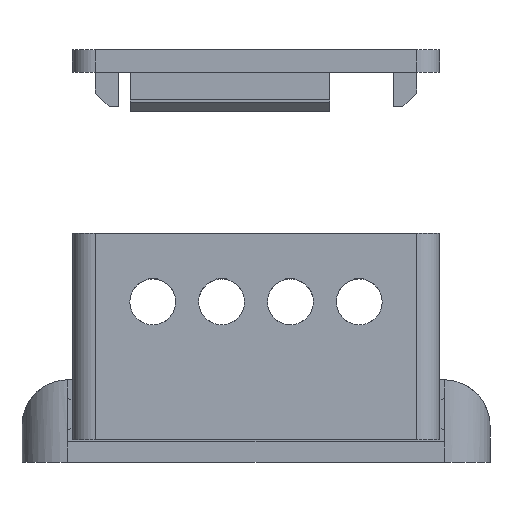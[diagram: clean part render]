
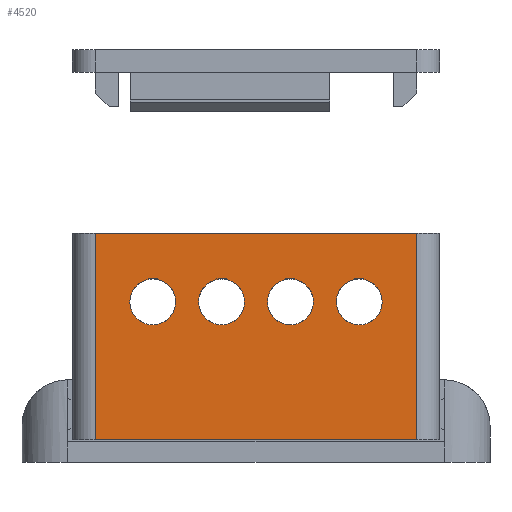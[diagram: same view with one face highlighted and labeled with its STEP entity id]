
A CAD part, left-side view. The second image highlights one B-rep face of the part: STEP entity #4520.
In plain terms, the highlighted planar face has unit normal (-1, 0, 0).
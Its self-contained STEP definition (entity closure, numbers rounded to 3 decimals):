
#4116=CARTESIAN_POINT('',(18.,11.3,7.));
#4117=VERTEX_POINT('',#4116);
#4124=CARTESIAN_POINT('',(18.,11.7,7.));
#4125=VERTEX_POINT('',#4124);
#4126=CARTESIAN_POINT('',(18.,11.7,7.));
#4127=DIRECTION('',(0.,-1.,0.));
#4128=VECTOR('',#4127,0.4);
#4129=LINE('',#4126,#4128);
#4130=EDGE_CURVE('',#4125,#4117,#4129,.T.);
#4146=CARTESIAN_POINT('',(18.,8.7,7.));
#4147=VERTEX_POINT('',#4146);
#4148=CARTESIAN_POINT('',(18.,8.3,7.));
#4149=VERTEX_POINT('',#4148);
#4150=CARTESIAN_POINT('',(18.,8.7,7.));
#4151=DIRECTION('',(0.,-1.,0.));
#4152=VECTOR('',#4151,0.4);
#4153=LINE('',#4150,#4152);
#4154=EDGE_CURVE('',#4147,#4149,#4153,.T.);
#4196=CARTESIAN_POINT('',(18.,5.3,7.));
#4197=VERTEX_POINT('',#4196);
#4204=CARTESIAN_POINT('',(18.,5.7,7.));
#4205=VERTEX_POINT('',#4204);
#4206=CARTESIAN_POINT('',(18.,5.7,7.));
#4207=DIRECTION('',(0.,-1.,0.));
#4208=VECTOR('',#4207,0.4);
#4209=LINE('',#4206,#4208);
#4210=EDGE_CURVE('',#4205,#4197,#4209,.T.);
#4226=CARTESIAN_POINT('',(18.,2.7,7.));
#4227=VERTEX_POINT('',#4226);
#4228=CARTESIAN_POINT('',(18.,2.3,7.));
#4229=VERTEX_POINT('',#4228);
#4230=CARTESIAN_POINT('',(18.,2.7,7.));
#4231=DIRECTION('',(0.,-1.,0.));
#4232=VECTOR('',#4231,0.4);
#4233=LINE('',#4230,#4232);
#4234=EDGE_CURVE('',#4227,#4229,#4233,.T.);
#4333=CARTESIAN_POINT('',(18.,7.,5.));
#4334=DIRECTION('',(1.,0.,0.));
#4335=DIRECTION('',(0.,0.,-1.));
#4336=AXIS2_PLACEMENT_3D('',#4333,#4334,#4335);
#4337=PLANE('',#4336);
#4338=CARTESIAN_POINT('',(18.,11.698,6.98));
#4339=VERTEX_POINT('',#4338);
#4340=CARTESIAN_POINT('',(18.,11.7,6.99));
#4341=DIRECTION('',(-1.,0.,0.));
#4342=DIRECTION('',(0.,0.,1.));
#4343=AXIS2_PLACEMENT_3D('',#4340,#4341,#4342);
#4344=CIRCLE('',#4343,0.01);
#4345=EDGE_CURVE('',#4339,#4125,#4344,.T.);
#4346=ORIENTED_EDGE('',*,*,#4345,.T.);
#4347=ORIENTED_EDGE('',*,*,#4130,.T.);
#4348=CARTESIAN_POINT('',(18.,11.302,6.98));
#4349=VERTEX_POINT('',#4348);
#4350=CARTESIAN_POINT('',(18.,11.3,6.99));
#4351=DIRECTION('',(-1.,0.,0.));
#4352=DIRECTION('',(0.,0.,1.));
#4353=AXIS2_PLACEMENT_3D('',#4350,#4351,#4352);
#4354=CIRCLE('',#4353,0.01);
#4355=EDGE_CURVE('',#4117,#4349,#4354,.T.);
#4356=ORIENTED_EDGE('',*,*,#4355,.T.);
#4357=CARTESIAN_POINT('',(18.,11.5,5.));
#4358=VERTEX_POINT('',#4357);
#4359=CARTESIAN_POINT('',(18.,11.5,6.));
#4360=DIRECTION('',(-1.,0.,0.));
#4361=DIRECTION('',(0.,0.,1.));
#4362=AXIS2_PLACEMENT_3D('',#4359,#4360,#4361);
#4363=CIRCLE('',#4362,1.);
#4364=EDGE_CURVE('',#4358,#4349,#4363,.T.);
#4365=ORIENTED_EDGE('',*,*,#4364,.F.);
#4366=CARTESIAN_POINT('',(18.,11.5,6.));
#4367=DIRECTION('',(-1.,0.,0.));
#4368=DIRECTION('',(0.,0.,1.));
#4369=AXIS2_PLACEMENT_3D('',#4366,#4367,#4368);
#4370=CIRCLE('',#4369,1.);
#4371=EDGE_CURVE('',#4339,#4358,#4370,.T.);
#4372=ORIENTED_EDGE('',*,*,#4371,.F.);
#4373=EDGE_LOOP('',(#4346,#4347,#4356,#4365,#4372));
#4374=FACE_BOUND('',#4373,.T.);
#4375=CARTESIAN_POINT('',(18.,8.698,6.98));
#4376=VERTEX_POINT('',#4375);
#4377=CARTESIAN_POINT('',(18.,8.7,6.99));
#4378=DIRECTION('',(-1.,0.,0.));
#4379=DIRECTION('',(0.,0.,1.));
#4380=AXIS2_PLACEMENT_3D('',#4377,#4378,#4379);
#4381=CIRCLE('',#4380,0.01);
#4382=EDGE_CURVE('',#4376,#4147,#4381,.T.);
#4383=ORIENTED_EDGE('',*,*,#4382,.T.);
#4384=ORIENTED_EDGE('',*,*,#4154,.T.);
#4385=CARTESIAN_POINT('',(18.,8.302,6.98));
#4386=VERTEX_POINT('',#4385);
#4387=CARTESIAN_POINT('',(18.,8.3,6.99));
#4388=DIRECTION('',(-1.,0.,0.));
#4389=DIRECTION('',(0.,0.,1.));
#4390=AXIS2_PLACEMENT_3D('',#4387,#4388,#4389);
#4391=CIRCLE('',#4390,0.01);
#4392=EDGE_CURVE('',#4149,#4386,#4391,.T.);
#4393=ORIENTED_EDGE('',*,*,#4392,.T.);
#4394=CARTESIAN_POINT('',(18.,8.5,5.));
#4395=VERTEX_POINT('',#4394);
#4396=CARTESIAN_POINT('',(18.,8.5,6.));
#4397=DIRECTION('',(-1.,0.,0.));
#4398=DIRECTION('',(0.,0.,1.));
#4399=AXIS2_PLACEMENT_3D('',#4396,#4397,#4398);
#4400=CIRCLE('',#4399,1.);
#4401=EDGE_CURVE('',#4395,#4386,#4400,.T.);
#4402=ORIENTED_EDGE('',*,*,#4401,.F.);
#4403=CARTESIAN_POINT('',(18.,8.5,6.));
#4404=DIRECTION('',(-1.,0.,0.));
#4405=DIRECTION('',(0.,0.,1.));
#4406=AXIS2_PLACEMENT_3D('',#4403,#4404,#4405);
#4407=CIRCLE('',#4406,1.);
#4408=EDGE_CURVE('',#4376,#4395,#4407,.T.);
#4409=ORIENTED_EDGE('',*,*,#4408,.F.);
#4410=EDGE_LOOP('',(#4383,#4384,#4393,#4402,#4409));
#4411=FACE_BOUND('',#4410,.T.);
#4412=CARTESIAN_POINT('',(18.,5.698,6.98));
#4413=VERTEX_POINT('',#4412);
#4414=CARTESIAN_POINT('',(18.,5.7,6.99));
#4415=DIRECTION('',(-1.,0.,0.));
#4416=DIRECTION('',(0.,0.,1.));
#4417=AXIS2_PLACEMENT_3D('',#4414,#4415,#4416);
#4418=CIRCLE('',#4417,0.01);
#4419=EDGE_CURVE('',#4413,#4205,#4418,.T.);
#4420=ORIENTED_EDGE('',*,*,#4419,.T.);
#4421=ORIENTED_EDGE('',*,*,#4210,.T.);
#4422=CARTESIAN_POINT('',(18.,5.302,6.98));
#4423=VERTEX_POINT('',#4422);
#4424=CARTESIAN_POINT('',(18.,5.3,6.99));
#4425=DIRECTION('',(-1.,0.,0.));
#4426=DIRECTION('',(0.,0.,1.));
#4427=AXIS2_PLACEMENT_3D('',#4424,#4425,#4426);
#4428=CIRCLE('',#4427,0.01);
#4429=EDGE_CURVE('',#4197,#4423,#4428,.T.);
#4430=ORIENTED_EDGE('',*,*,#4429,.T.);
#4431=CARTESIAN_POINT('',(18.,5.5,5.));
#4432=VERTEX_POINT('',#4431);
#4433=CARTESIAN_POINT('',(18.,5.5,6.));
#4434=DIRECTION('',(-1.,0.,0.));
#4435=DIRECTION('',(0.,0.,1.));
#4436=AXIS2_PLACEMENT_3D('',#4433,#4434,#4435);
#4437=CIRCLE('',#4436,1.);
#4438=EDGE_CURVE('',#4432,#4423,#4437,.T.);
#4439=ORIENTED_EDGE('',*,*,#4438,.F.);
#4440=CARTESIAN_POINT('',(18.,5.5,6.));
#4441=DIRECTION('',(-1.,0.,0.));
#4442=DIRECTION('',(0.,0.,1.));
#4443=AXIS2_PLACEMENT_3D('',#4440,#4441,#4442);
#4444=CIRCLE('',#4443,1.);
#4445=EDGE_CURVE('',#4413,#4432,#4444,.T.);
#4446=ORIENTED_EDGE('',*,*,#4445,.F.);
#4447=EDGE_LOOP('',(#4420,#4421,#4430,#4439,#4446));
#4448=FACE_BOUND('',#4447,.T.);
#4449=CARTESIAN_POINT('',(18.,2.698,6.98));
#4450=VERTEX_POINT('',#4449);
#4451=CARTESIAN_POINT('',(18.,2.7,6.99));
#4452=DIRECTION('',(-1.,0.,0.));
#4453=DIRECTION('',(0.,0.,1.));
#4454=AXIS2_PLACEMENT_3D('',#4451,#4452,#4453);
#4455=CIRCLE('',#4454,0.01);
#4456=EDGE_CURVE('',#4450,#4227,#4455,.T.);
#4457=ORIENTED_EDGE('',*,*,#4456,.T.);
#4458=ORIENTED_EDGE('',*,*,#4234,.T.);
#4459=CARTESIAN_POINT('',(18.,2.302,6.98));
#4460=VERTEX_POINT('',#4459);
#4461=CARTESIAN_POINT('',(18.,2.3,6.99));
#4462=DIRECTION('',(-1.,0.,0.));
#4463=DIRECTION('',(0.,0.,1.));
#4464=AXIS2_PLACEMENT_3D('',#4461,#4462,#4463);
#4465=CIRCLE('',#4464,0.01);
#4466=EDGE_CURVE('',#4229,#4460,#4465,.T.);
#4467=ORIENTED_EDGE('',*,*,#4466,.T.);
#4468=CARTESIAN_POINT('',(18.,2.5,5.));
#4469=VERTEX_POINT('',#4468);
#4470=CARTESIAN_POINT('',(18.,2.5,6.));
#4471=DIRECTION('',(-1.,0.,0.));
#4472=DIRECTION('',(0.,0.,1.));
#4473=AXIS2_PLACEMENT_3D('',#4470,#4471,#4472);
#4474=CIRCLE('',#4473,1.);
#4475=EDGE_CURVE('',#4469,#4460,#4474,.T.);
#4476=ORIENTED_EDGE('',*,*,#4475,.F.);
#4477=CARTESIAN_POINT('',(18.,2.5,6.));
#4478=DIRECTION('',(-1.,0.,0.));
#4479=DIRECTION('',(0.,0.,1.));
#4480=AXIS2_PLACEMENT_3D('',#4477,#4478,#4479);
#4481=CIRCLE('',#4480,1.);
#4482=EDGE_CURVE('',#4450,#4469,#4481,.T.);
#4483=ORIENTED_EDGE('',*,*,#4482,.F.);
#4484=EDGE_LOOP('',(#4457,#4458,#4467,#4476,#4483));
#4485=FACE_BOUND('',#4484,.T.);
#4486=CARTESIAN_POINT('',(18.,14.,9.));
#4487=VERTEX_POINT('',#4486);
#4488=CARTESIAN_POINT('',(18.,0.,9.));
#4489=VERTEX_POINT('',#4488);
#4490=CARTESIAN_POINT('',(18.,14.,9.));
#4491=DIRECTION('',(0.,-1.,0.));
#4492=VECTOR('',#4491,14.);
#4493=LINE('',#4490,#4492);
#4494=EDGE_CURVE('',#4487,#4489,#4493,.T.);
#4495=ORIENTED_EDGE('',*,*,#4494,.F.);
#4496=CARTESIAN_POINT('',(18.,14.,0.));
#4497=VERTEX_POINT('',#4496);
#4498=CARTESIAN_POINT('',(18.,14.,9.));
#4499=DIRECTION('',(0.,0.,-1.));
#4500=VECTOR('',#4499,9.);
#4501=LINE('',#4498,#4500);
#4502=EDGE_CURVE('',#4487,#4497,#4501,.T.);
#4503=ORIENTED_EDGE('',*,*,#4502,.T.);
#4504=CARTESIAN_POINT('',(18.,0.,0.));
#4505=VERTEX_POINT('',#4504);
#4506=CARTESIAN_POINT('',(18.,14.,0.));
#4507=DIRECTION('',(0.,-1.,0.));
#4508=VECTOR('',#4507,14.);
#4509=LINE('',#4506,#4508);
#4510=EDGE_CURVE('',#4497,#4505,#4509,.T.);
#4511=ORIENTED_EDGE('',*,*,#4510,.T.);
#4512=CARTESIAN_POINT('',(18.,0.,0.));
#4513=DIRECTION('',(-0.,-0.,1.));
#4514=VECTOR('',#4513,9.);
#4515=LINE('',#4512,#4514);
#4516=EDGE_CURVE('',#4505,#4489,#4515,.T.);
#4517=ORIENTED_EDGE('',*,*,#4516,.T.);
#4518=EDGE_LOOP('',(#4495,#4503,#4511,#4517));
#4519=FACE_BOUND('',#4518,.T.);
#4520=ADVANCED_FACE('',(#4374,#4411,#4448,#4485,#4519),#4337,.F.);
